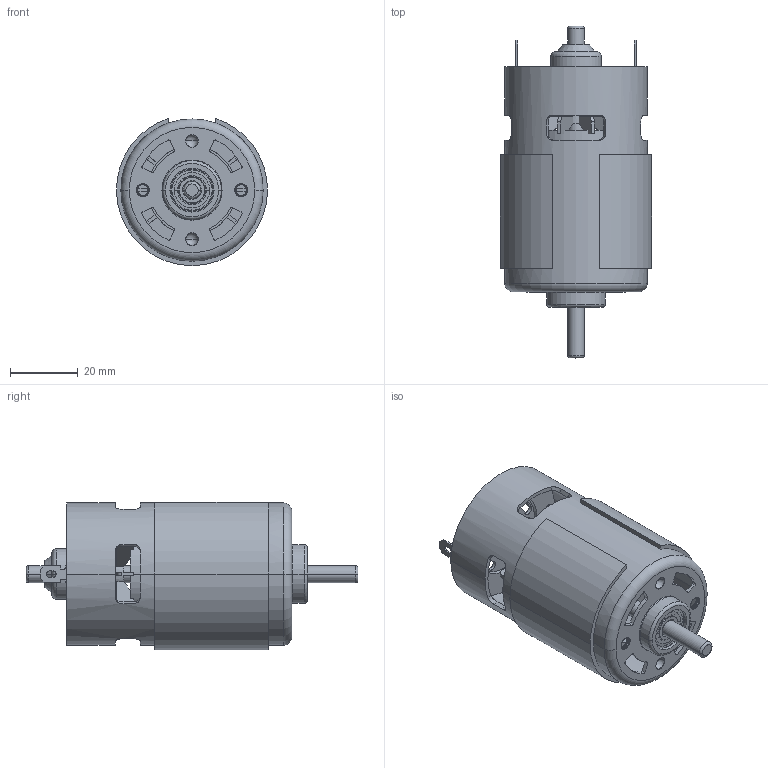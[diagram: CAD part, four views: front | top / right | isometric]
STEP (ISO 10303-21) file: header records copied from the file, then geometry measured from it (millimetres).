
FILE_DESCRIPTION (( 'STEP AP203' ), '1' );
FILE_NAME ('Motor - RS-775.STEP', '2018-04-20T13:53:22', ( 'MEF1984' ), ( '' ), 'SwSTEP 2.0', 'SolidWorks 2017', '' );
FILE_SCHEMA (( 'CONFIG_CONTROL_DESIGN' ));
Length unit declared in the file: millimetre
Products named in the file (1): Motor - RS-775
Bounding box: 44.6 x 98 x 43.47 mm (x, y, z)
Volume: 27368.5 mm3; surface area: 32526.1 mm2
Topology: 13 solids, 13 shells, 558 faces, 1498 edges, 935 vertices
Faces by surface type: cylinder 206, plane 201, bspline 60, sphere 32, torus 31, cone 28
Entity records: 20515 total; most frequent: CARTESIAN_POINT 6734, DIRECTION 2900, ORIENTED_EDGE 2892, EDGE_CURVE 1446, AXIS2_PLACEMENT_3D 1109, VERTEX_POINT 927, VECTOR 682, LINE 682
